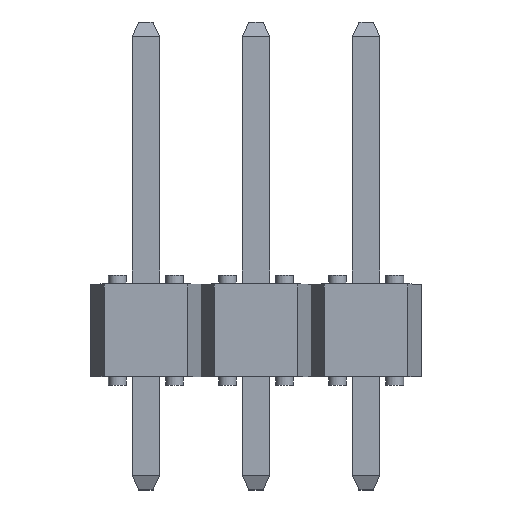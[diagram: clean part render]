
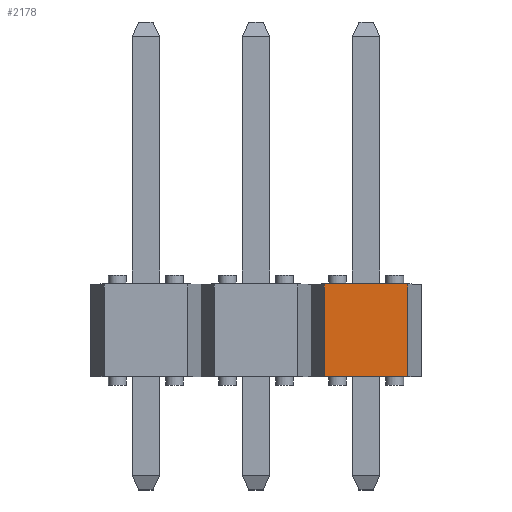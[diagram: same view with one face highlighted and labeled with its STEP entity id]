
A CAD part, top view. The second image highlights one B-rep face of the part: STEP entity #2178.
In plain terms, the highlighted planar face has unit normal (0, 0, 1).
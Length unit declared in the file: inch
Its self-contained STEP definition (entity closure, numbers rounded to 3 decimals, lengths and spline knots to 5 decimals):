
#269=DIRECTION('',(0.,-1.,0.));
#270=VECTOR('',#269,0.084);
#271=CARTESIAN_POINT('',(0.162,0.084,0.0475));
#272=LINE('1095',#271,#270);
#573=DIRECTION('',(0.,-1.,0.));
#574=VECTOR('',#573,0.084);
#575=CARTESIAN_POINT('',(0.238,0.084,0.0475));
#576=LINE('1094',#575,#574);
#577=DIRECTION('',(-1.,0.,0.));
#578=VECTOR('',#577,0.076);
#579=CARTESIAN_POINT('',(0.238,0.,0.0475));
#580=LINE('1065',#579,#578);
#581=DIRECTION('',(1.,0.,0.));
#582=VECTOR('',#581,0.076);
#583=CARTESIAN_POINT('',(0.162,0.084,0.0475));
#584=LINE('1083',#583,#582);
#1167=CARTESIAN_POINT('',(0.238,0.,0.0475));
#1168=CARTESIAN_POINT('',(0.162,0.,0.0475));
#1169=VERTEX_POINT('',#1167);
#1170=VERTEX_POINT('',#1168);
#1187=CARTESIAN_POINT('',(0.238,0.084,0.0475));
#1188=VERTEX_POINT('',#1187);
#1189=CARTESIAN_POINT('',(0.162,0.084,0.0475));
#1190=VERTEX_POINT('',#1189);
#2167=CARTESIAN_POINT('',(0.2,0.042,0.0475));
#2168=DIRECTION('',(0.,0.,1.));
#2169=DIRECTION('',(1.,0.,0.));
#2170=AXIS2_PLACEMENT_3D('',#2167,#2168,#2169);
#2171=PLANE('1261',#2170);
#2172=ORIENTED_EDGE('1094',*,*,#2160,.T.);
#2173=ORIENTED_EDGE('1065',*,*,#1386,.T.);
#2174=ORIENTED_EDGE('1095',*,*,#1742,.F.);
#2175=ORIENTED_EDGE('1083',*,*,#1765,.T.);
#2176=EDGE_LOOP('1261',(#2172,#2173,#2174,#2175));
#2177=FACE_OUTER_BOUND('1261',#2176,.F.);
#2178=ADVANCED_FACE('1261',(#2177),#2171,.T.);
#1386=EDGE_CURVE('1065',#1169,#1170,#580,.T.);
#1742=EDGE_CURVE('1095',#1190,#1170,#272,.T.);
#1765=EDGE_CURVE('1083',#1190,#1188,#584,.T.);
#2160=EDGE_CURVE('1094',#1188,#1169,#576,.T.);
